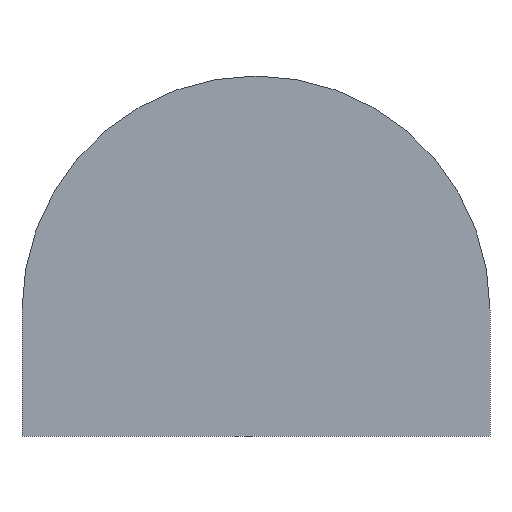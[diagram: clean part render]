
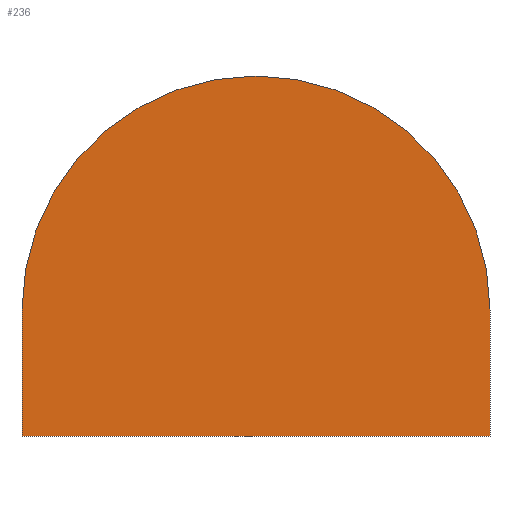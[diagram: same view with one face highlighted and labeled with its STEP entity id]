
A CAD part, front view. The second image highlights one B-rep face of the part: STEP entity #236.
In plain terms, the highlighted planar face has unit normal (0, -1, 0).
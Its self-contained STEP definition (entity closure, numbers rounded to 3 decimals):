
#1 = VERTEX_POINT ( 'NONE', #234 ) ;
#4 = CARTESIAN_POINT ( 'NONE',  ( 0., 0., 0. ) ) ;
#10 = CARTESIAN_POINT ( 'NONE',  ( 0., 0., -5. ) ) ;
#14 = EDGE_CURVE ( 'NONE', #135, #1, #136, .T. ) ;
#20 = FACE_OUTER_BOUND ( 'NONE', #100, .T. ) ;
#27 = EDGE_CURVE ( 'NONE', #97, #65, #168, .T. ) ;
#30 = CARTESIAN_POINT ( 'NONE',  ( 0., 0., -1.5 ) ) ;
#38 = AXIS2_PLACEMENT_3D ( 'NONE', #4, #149, #211 ) ;
#39 = EDGE_CURVE ( 'NONE', #1, #97, #108, .T. ) ;
#41 = VECTOR ( 'NONE', #200, 1000. ) ;
#61 = EDGE_CURVE ( 'NONE', #65, #135, #174, .T. ) ;
#62 = DIRECTION ( 'NONE',  ( 0., 0., 1. ) ) ;
#65 = VERTEX_POINT ( 'NONE', #216 ) ;
#68 = VECTOR ( 'NONE', #218, 1000. ) ;
#74 = CARTESIAN_POINT ( 'NONE',  ( 6.5, 0., -5. ) ) ;
#80 = VECTOR ( 'NONE', #231, 1000. ) ;
#81 = ORIENTED_EDGE ( 'NONE', *, *, #61, .T. ) ;
#83 = ORIENTED_EDGE ( 'NONE', *, *, #14, .T. ) ;
#87 = ORIENTED_EDGE ( 'NONE', *, *, #27, .T. ) ;
#96 = CARTESIAN_POINT ( 'NONE',  ( -6.5, 0., -1.5 ) ) ;
#97 = VERTEX_POINT ( 'NONE', #74 ) ;
#100 = EDGE_LOOP ( 'NONE', ( #137, #87, #81, #83 ) ) ;
#108 = LINE ( 'NONE', #10, #80 ) ;
#109 = AXIS2_PLACEMENT_3D ( 'NONE', #30, #197, #62 ) ;
#135 = VERTEX_POINT ( 'NONE', #96 ) ;
#136 = LINE ( 'NONE', #232, #41 ) ;
#137 = ORIENTED_EDGE ( 'NONE', *, *, #39, .T. ) ;
#149 = DIRECTION ( 'NONE',  ( 0., 1., 0. ) ) ;
#156 = CARTESIAN_POINT ( 'NONE',  ( 6.5, 0., 0. ) ) ;
#168 = LINE ( 'NONE', #156, #68 ) ;
#172 = PLANE ( 'NONE',  #38 ) ;
#174 = CIRCLE ( 'NONE', #109, 6.5 ) ;
#197 = DIRECTION ( 'NONE',  ( 0., -1., 0. ) ) ;
#200 = DIRECTION ( 'NONE',  ( 0., 0., -1. ) ) ;
#211 = DIRECTION ( 'NONE',  ( 1., 0., 0. ) ) ;
#216 = CARTESIAN_POINT ( 'NONE',  ( 6.5, 0., -1.5 ) ) ;
#218 = DIRECTION ( 'NONE',  ( 0., 0., 1. ) ) ;
#231 = DIRECTION ( 'NONE',  ( 1., 0., 0. ) ) ;
#232 = CARTESIAN_POINT ( 'NONE',  ( -6.5, 0., 0. ) ) ;
#234 = CARTESIAN_POINT ( 'NONE',  ( -6.5, 0., -5. ) ) ;
#236 = ADVANCED_FACE ( 'NONE', ( #20 ), #172, .F. ) ;
